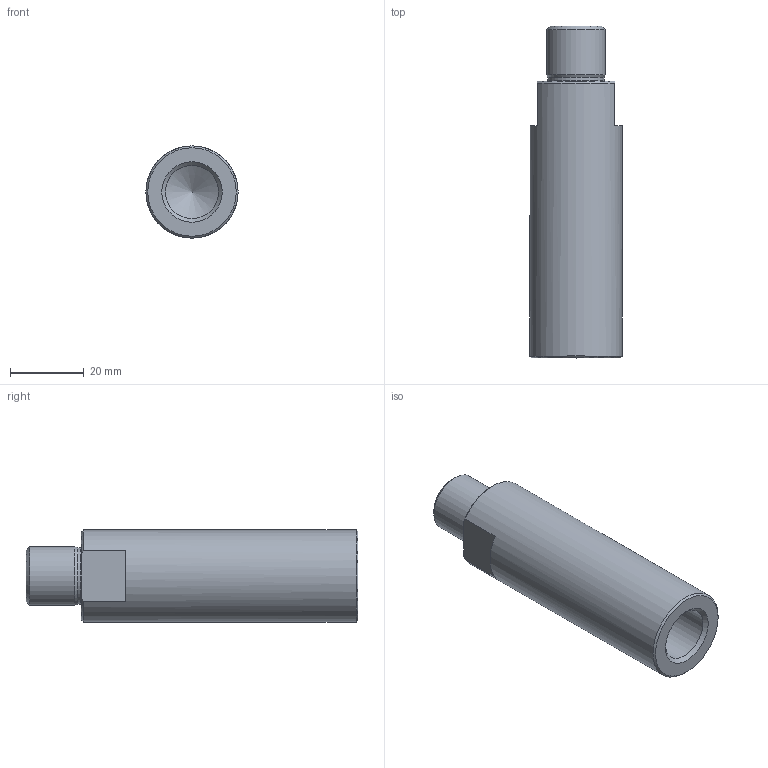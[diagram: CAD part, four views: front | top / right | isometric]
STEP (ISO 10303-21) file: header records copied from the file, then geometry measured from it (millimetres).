
FILE_DESCRIPTION(/* description */ ('Zwischenstück'),/* implementation_level */ '2;1');
FILE_NAME(/* name */ '00055848.stp',/* time_stamp */ '2023-08-24T13:50:09+02:00',/* author */ ('MD24'),/* organization */ (''),/* preprocessor_version */ 'ST-DEVELOPER v19.2',/* originating_system */ 'Autodesk Inventor 2023',/* authorisation */ '');
FILE_SCHEMA (('AUTOMOTIVE_DESIGN { 1 0 10303 214 3 1 1 }'));
Length unit declared in the file: millimetre
Products named in the file (1): 00055848
Bounding box: 25 x 90 x 25 mm (x, y, z)
Volume: 35973.3 mm3; surface area: 8417.5 mm2
Topology: 1 solids, 1 shells, 20 faces, 49 edges, 32 vertices
Faces by surface type: cone 7, plane 7, cylinder 4, torus 2
Full cylindrical faces by diameter (mm): 14.376 x1, 15.2 x1, 16 x1, 25 x1
Entity records: 638 total; most frequent: DIRECTION 113, CARTESIAN_POINT 109, ORIENTED_EDGE 96, EDGE_CURVE 48, AXIS2_PLACEMENT_3D 48, VERTEX_POINT 32, CIRCLE 27, EDGE_LOOP 22
